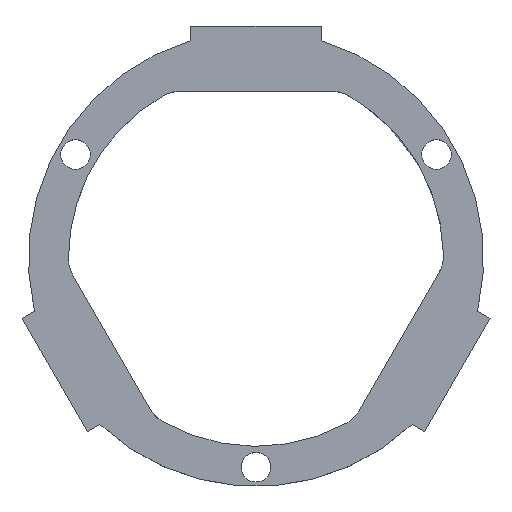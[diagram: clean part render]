
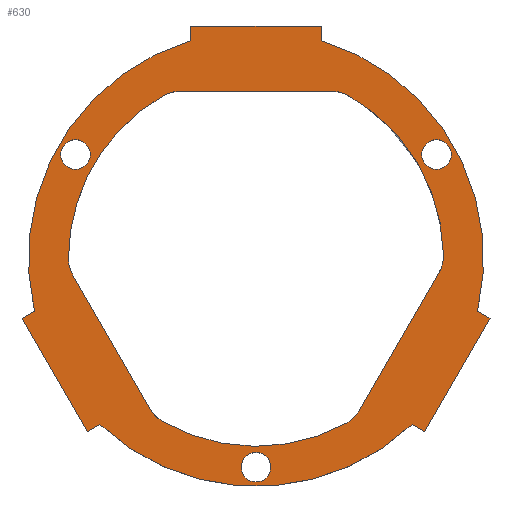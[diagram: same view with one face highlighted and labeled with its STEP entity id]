
A CAD part, top view. The second image highlights one B-rep face of the part: STEP entity #630.
In plain terms, the highlighted planar face has unit normal (0, 0, 1).
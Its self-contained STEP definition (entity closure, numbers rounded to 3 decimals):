
#19=FACE_BOUND('',#89,.T.);
#20=FACE_BOUND('',#90,.T.);
#21=FACE_BOUND('',#91,.T.);
#22=FACE_BOUND('',#92,.T.);
#51=FACE_OUTER_BOUND('',#88,.T.);
#88=EDGE_LOOP('',(#490,#491,#492,#493,#494,#495,#496,#497,#498,#499,#500,
#501));
#89=EDGE_LOOP('',(#502,#503,#504,#505,#506,#507,#508,#509,#510,#511,#512,
#513));
#90=EDGE_LOOP('',(#514));
#91=EDGE_LOOP('',(#515));
#92=EDGE_LOOP('',(#516));
#124=LINE('',#989,#179);
#137=LINE('',#1038,#192);
#139=LINE('',#1047,#194);
#140=LINE('',#1049,#195);
#141=LINE('',#1051,#196);
#142=LINE('',#1055,#197);
#143=LINE('',#1057,#198);
#144=LINE('',#1059,#199);
#145=LINE('',#1063,#200);
#146=LINE('',#1065,#201);
#147=LINE('',#1066,#202);
#148=LINE('',#1072,#203);
#179=VECTOR('',#789,10.);
#192=VECTOR('',#834,10.);
#194=VECTOR('',#844,10.);
#195=VECTOR('',#845,10.);
#196=VECTOR('',#846,10.);
#197=VECTOR('',#849,10.);
#198=VECTOR('',#850,10.);
#199=VECTOR('',#851,10.);
#200=VECTOR('',#854,10.);
#201=VECTOR('',#855,10.);
#202=VECTOR('',#856,10.);
#203=VECTOR('',#861,10.);
#237=CIRCLE('',#684,3.);
#238=CIRCLE('',#687,3.);
#240=CIRCLE('',#690,17.1);
#250=CIRCLE('',#703,3.);
#251=CIRCLE('',#705,20.75);
#252=CIRCLE('',#706,20.75);
#253=CIRCLE('',#707,20.75);
#254=CIRCLE('',#708,17.1);
#255=CIRCLE('',#709,3.);
#256=CIRCLE('',#710,3.);
#257=CIRCLE('',#711,17.1);
#258=CIRCLE('',#712,3.);
#259=CIRCLE('',#713,1.35);
#260=CIRCLE('',#714,1.35);
#261=CIRCLE('',#715,1.35);
#280=VERTEX_POINT('',#980);
#281=VERTEX_POINT('',#982);
#282=VERTEX_POINT('',#986);
#283=VERTEX_POINT('',#988);
#284=VERTEX_POINT('',#992);
#286=VERTEX_POINT('',#998);
#303=VERTEX_POINT('',#1037);
#304=VERTEX_POINT('',#1043);
#305=VERTEX_POINT('',#1044);
#306=VERTEX_POINT('',#1046);
#307=VERTEX_POINT('',#1048);
#308=VERTEX_POINT('',#1050);
#309=VERTEX_POINT('',#1052);
#310=VERTEX_POINT('',#1054);
#311=VERTEX_POINT('',#1056);
#312=VERTEX_POINT('',#1058);
#313=VERTEX_POINT('',#1060);
#314=VERTEX_POINT('',#1062);
#315=VERTEX_POINT('',#1064);
#316=VERTEX_POINT('',#1067);
#317=VERTEX_POINT('',#1069);
#318=VERTEX_POINT('',#1071);
#319=VERTEX_POINT('',#1073);
#320=VERTEX_POINT('',#1075);
#321=VERTEX_POINT('',#1078);
#322=VERTEX_POINT('',#1080);
#323=VERTEX_POINT('',#1082);
#345=EDGE_CURVE('',#280,#281,#237,.T.);
#348=EDGE_CURVE('',#283,#282,#124,.F.);
#351=EDGE_CURVE('',#284,#282,#238,.T.);
#354=EDGE_CURVE('',#284,#286,#240,.T.);
#373=EDGE_CURVE('',#303,#281,#137,.F.);
#375=EDGE_CURVE('',#303,#286,#250,.T.);
#376=EDGE_CURVE('',#304,#305,#251,.T.);
#377=EDGE_CURVE('',#305,#306,#139,.T.);
#378=EDGE_CURVE('',#306,#307,#140,.T.);
#379=EDGE_CURVE('',#307,#308,#141,.T.);
#380=EDGE_CURVE('',#308,#309,#252,.T.);
#381=EDGE_CURVE('',#309,#310,#142,.T.);
#382=EDGE_CURVE('',#310,#311,#143,.T.);
#383=EDGE_CURVE('',#311,#312,#144,.T.);
#384=EDGE_CURVE('',#312,#313,#253,.T.);
#385=EDGE_CURVE('',#313,#314,#145,.T.);
#386=EDGE_CURVE('',#314,#315,#146,.T.);
#387=EDGE_CURVE('',#315,#304,#147,.T.);
#388=EDGE_CURVE('',#280,#316,#254,.T.);
#389=EDGE_CURVE('',#317,#316,#255,.T.);
#390=EDGE_CURVE('',#317,#318,#148,.F.);
#391=EDGE_CURVE('',#319,#318,#256,.T.);
#392=EDGE_CURVE('',#319,#320,#257,.T.);
#393=EDGE_CURVE('',#320,#283,#258,.F.);
#394=EDGE_CURVE('',#321,#321,#259,.T.);
#395=EDGE_CURVE('',#322,#322,#260,.T.);
#396=EDGE_CURVE('',#323,#323,#261,.T.);
#490=ORIENTED_EDGE('',*,*,#376,.T.);
#491=ORIENTED_EDGE('',*,*,#377,.T.);
#492=ORIENTED_EDGE('',*,*,#378,.T.);
#493=ORIENTED_EDGE('',*,*,#379,.T.);
#494=ORIENTED_EDGE('',*,*,#380,.T.);
#495=ORIENTED_EDGE('',*,*,#381,.T.);
#496=ORIENTED_EDGE('',*,*,#382,.T.);
#497=ORIENTED_EDGE('',*,*,#383,.T.);
#498=ORIENTED_EDGE('',*,*,#384,.T.);
#499=ORIENTED_EDGE('',*,*,#385,.T.);
#500=ORIENTED_EDGE('',*,*,#386,.T.);
#501=ORIENTED_EDGE('',*,*,#387,.T.);
#502=ORIENTED_EDGE('',*,*,#373,.T.);
#503=ORIENTED_EDGE('',*,*,#345,.F.);
#504=ORIENTED_EDGE('',*,*,#388,.T.);
#505=ORIENTED_EDGE('',*,*,#389,.F.);
#506=ORIENTED_EDGE('',*,*,#390,.T.);
#507=ORIENTED_EDGE('',*,*,#391,.F.);
#508=ORIENTED_EDGE('',*,*,#392,.T.);
#509=ORIENTED_EDGE('',*,*,#393,.T.);
#510=ORIENTED_EDGE('',*,*,#348,.T.);
#511=ORIENTED_EDGE('',*,*,#351,.F.);
#512=ORIENTED_EDGE('',*,*,#354,.T.);
#513=ORIENTED_EDGE('',*,*,#375,.F.);
#514=ORIENTED_EDGE('',*,*,#394,.T.);
#515=ORIENTED_EDGE('',*,*,#395,.T.);
#516=ORIENTED_EDGE('',*,*,#396,.T.);
#608=PLANE('',#704);
#630=ADVANCED_FACE('',(#51,#19,#20,#21,#22),#608,.T.);
#684=AXIS2_PLACEMENT_3D('',#983,#783,#784);
#687=AXIS2_PLACEMENT_3D('',#994,#794,#795);
#690=AXIS2_PLACEMENT_3D('',#1000,#801,#802);
#703=AXIS2_PLACEMENT_3D('',#1041,#838,#839);
#704=AXIS2_PLACEMENT_3D('',#1042,#840,#841);
#705=AXIS2_PLACEMENT_3D('',#1045,#842,#843);
#706=AXIS2_PLACEMENT_3D('',#1053,#847,#848);
#707=AXIS2_PLACEMENT_3D('',#1061,#852,#853);
#708=AXIS2_PLACEMENT_3D('',#1068,#857,#858);
#709=AXIS2_PLACEMENT_3D('',#1070,#859,#860);
#710=AXIS2_PLACEMENT_3D('',#1074,#862,#863);
#711=AXIS2_PLACEMENT_3D('',#1076,#864,#865);
#712=AXIS2_PLACEMENT_3D('',#1077,#866,#867);
#713=AXIS2_PLACEMENT_3D('',#1079,#868,#869);
#714=AXIS2_PLACEMENT_3D('',#1081,#870,#871);
#715=AXIS2_PLACEMENT_3D('',#1083,#872,#873);
#783=DIRECTION('center_axis',(0.,0.,
1.));
#784=DIRECTION('ref_axis',(0.7,-0.714,0.));
#789=DIRECTION('',(-1.,0.,0.));
#794=DIRECTION('center_axis',(0.,0.,1.));
#795=DIRECTION('ref_axis',(0.256,0.967,0.));
#801=DIRECTION('center_axis',(0.,0.,-1.));
#802=DIRECTION('ref_axis',(0.986,-0.167,0.));
#834=DIRECTION('',(0.5,0.866,0.));
#838=DIRECTION('center_axis',(0.,0.,
1.));
#839=DIRECTION('ref_axis',(0.968,-0.249,0.));
#840=DIRECTION('center_axis',(0.,0.,
1.));
#841=DIRECTION('ref_axis',(0.5,0.866,0.));
#842=DIRECTION('center_axis',(0.,0.,1.));
#843=DIRECTION('ref_axis',(0.973,-0.23,0.));
#844=DIRECTION('',(0.,1.,0.));
#845=DIRECTION('',(-1.,0.,0.));
#846=DIRECTION('',(0.,-1.,0.));
#847=DIRECTION('center_axis',(0.,0.,1.));
#848=DIRECTION('ref_axis',(-0.287,0.958,0.));
#849=DIRECTION('',(-0.866,-0.5,0.));
#850=DIRECTION('',(0.5,-0.866,0.));
#851=DIRECTION('',(0.866,0.5,0.));
#852=DIRECTION('center_axis',(0.,0.,1.));
#853=DIRECTION('ref_axis',(-0.686,-0.728,0.));
#854=DIRECTION('',(0.866,-0.5,0.));
#855=DIRECTION('',(0.5,0.866,0.));
#856=DIRECTION('',(-0.866,0.5,0.));
#857=DIRECTION('center_axis',(0.,0.,-1.));
#858=DIRECTION('ref_axis',(-0.637,-0.77,0.));
#859=DIRECTION('center_axis',(0.,0.,
1.));
#860=DIRECTION('ref_axis',(-0.707,-0.708,0.));
#861=DIRECTION('',(0.5,-0.866,0.));
#862=DIRECTION('center_axis',(0.,0.,
1.));
#863=DIRECTION('ref_axis',(-0.966,-0.258,0.));
#864=DIRECTION('center_axis',(0.,0.,-1.));
#865=DIRECTION('ref_axis',(-0.295,0.955,0.));
#866=DIRECTION('center_axis',(0.,0.,1.));
#867=DIRECTION('ref_axis',(-0.256,0.967,0.));
#868=DIRECTION('center_axis',(0.,0.,-1.));
#869=DIRECTION('ref_axis',(-1.,0.,0.));
#870=DIRECTION('center_axis',(0.,0.,-1.));
#871=DIRECTION('ref_axis',(-1.,0.,0.));
#872=DIRECTION('center_axis',(0.,0.,-1.));
#873=DIRECTION('ref_axis',(-1.,0.,0.));
#980=CARTESIAN_POINT('',(8.255,-14.975,97.));
#982=CARTESIAN_POINT('',(9.405,-13.848,97.));
#983=CARTESIAN_POINT('Origin',(6.807,-12.348,97.));
#986=CARTESIAN_POINT('',(6.982,15.25,97.));
#988=CARTESIAN_POINT('',(-6.982,15.25,97.));
#989=CARTESIAN_POINT('',(-2.264,15.25,97.));
#992=CARTESIAN_POINT('',(8.467,14.856,97.));
#994=CARTESIAN_POINT('Origin',(6.982,12.25,97.));
#998=CARTESIAN_POINT('',(17.097,0.338,97.));
#1000=CARTESIAN_POINT('Origin',(0.,0.,
97.));
#1037=CARTESIAN_POINT('',(16.695,-1.221,97.));
#1038=CARTESIAN_POINT('',(14.158,-5.616,97.));
#1041=CARTESIAN_POINT('Origin',(14.097,0.279,97.));
#1042=CARTESIAN_POINT('Origin',(0.01,-0.062,97.));
#1043=CARTESIAN_POINT('',(20.193,-4.777,97.));
#1044=CARTESIAN_POINT('',(5.959,19.876,97.));
#1045=CARTESIAN_POINT('Origin',(0.,0.,
97.));
#1046=CARTESIAN_POINT('',(5.959,21.192,97.));
#1047=CARTESIAN_POINT('',(5.959,19.876,97.));
#1048=CARTESIAN_POINT('',(-5.959,21.192,97.));
#1049=CARTESIAN_POINT('',(5.959,21.192,97.));
#1050=CARTESIAN_POINT('',(-5.959,19.876,97.));
#1051=CARTESIAN_POINT('',(-5.959,21.192,97.));
#1052=CARTESIAN_POINT('',(-20.193,-4.777,97.));
#1053=CARTESIAN_POINT('Origin',(0.,0.,
97.));
#1054=CARTESIAN_POINT('',(-21.333,-5.435,97.));
#1055=CARTESIAN_POINT('',(-20.193,-4.777,97.));
#1056=CARTESIAN_POINT('',(-15.373,-15.757,97.));
#1057=CARTESIAN_POINT('',(-21.333,-5.435,97.));
#1058=CARTESIAN_POINT('',(-14.233,-15.099,97.));
#1059=CARTESIAN_POINT('',(-15.373,-15.757,97.));
#1060=CARTESIAN_POINT('',(14.233,-15.099,97.));
#1061=CARTESIAN_POINT('Origin',(0.,0.,
97.));
#1062=CARTESIAN_POINT('',(15.373,-15.757,97.));
#1063=CARTESIAN_POINT('',(14.233,-15.099,97.));
#1064=CARTESIAN_POINT('',(21.333,-5.435,97.));
#1065=CARTESIAN_POINT('',(15.373,-15.757,97.));
#1066=CARTESIAN_POINT('',(21.333,-5.435,97.));
#1067=CARTESIAN_POINT('',(-8.531,-14.82,97.));
#1068=CARTESIAN_POINT('Origin',(0.,0.,
97.));
#1069=CARTESIAN_POINT('',(-9.632,-13.72,97.));
#1070=CARTESIAN_POINT('Origin',(-7.034,-12.22,97.));
#1071=CARTESIAN_POINT('',(-16.698,-1.482,97.));
#1072=CARTESIAN_POINT('',(-12.124,-9.405,97.));
#1073=CARTESIAN_POINT('',(-17.1,0.022,97.));
#1074=CARTESIAN_POINT('Origin',(-14.1,0.018,97.));
#1075=CARTESIAN_POINT('',(-8.467,14.856,97.));
#1076=CARTESIAN_POINT('Origin',(0.,0.,
97.));
#1077=CARTESIAN_POINT('Origin',(-6.982,12.25,97.));
#1078=CARTESIAN_POINT('',(-15.104,9.5,97.));
#1079=CARTESIAN_POINT('Origin',(-16.454,9.5,97.));
#1080=CARTESIAN_POINT('',(1.35,-19.,97.));
#1081=CARTESIAN_POINT('Origin',(0.,-19.,97.));
#1082=CARTESIAN_POINT('',(17.804,9.5,97.));
#1083=CARTESIAN_POINT('Origin',(16.454,9.5,97.));
